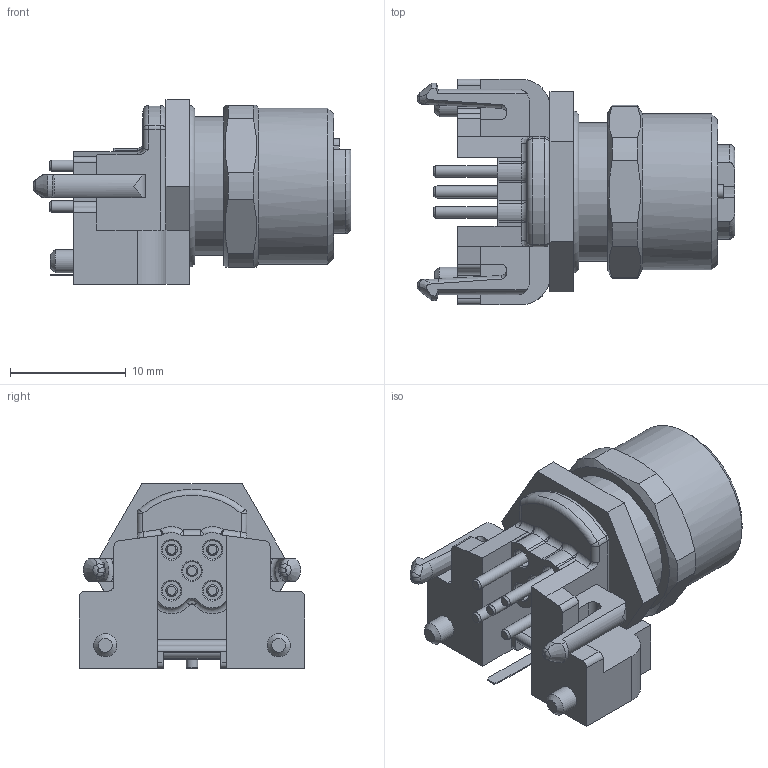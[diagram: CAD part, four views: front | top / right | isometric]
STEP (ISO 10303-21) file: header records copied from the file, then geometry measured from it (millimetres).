
FILE_DESCRIPTION(/* description */ (''),/* implementation_level */ '2;1');
FILE_NAME(/* name */ '99-4442-458-05_bg',/* time_stamp */ '2007-11-05T15:16:20+01:00',/* author */ (''),/* organization */ (''),/* preprocessor_version */ 'ST-DEVELOPER v9',/* originating_system */ 'UGS - NX 4.0',/* authorisation */ '');
FILE_SCHEMA (('CONFIG_CONTROL_DESIGN'));
Length unit declared in the file: millimetre
Products named in the file (1): kborFDCC1e7t
Bounding box: 27.5 x 19.5 x 16 mm (x, y, z)
Volume: 3118.8 mm3; surface area: 2884 mm2
Topology: 1 solids, 1 shells, 328 faces, 841 edges, 539 vertices
Faces by surface type: plane 157, cylinder 106, cone 30, torus 14, sphere 12, bspline 9
Full cylindrical faces by diameter (mm): 1 x6, 1.1 x5, 1.6 x10, 2 x2, 11 x1, 12 x1, 13.5 x1
Entity records: 10257 total; most frequent: CARTESIAN_POINT 2428, DIRECTION 1627, ORIENTED_EDGE 1550, EDGE_CURVE 775, AXIS2_PLACEMENT_3D 598, VERTEX_POINT 526, LINE 431, VECTOR 431
